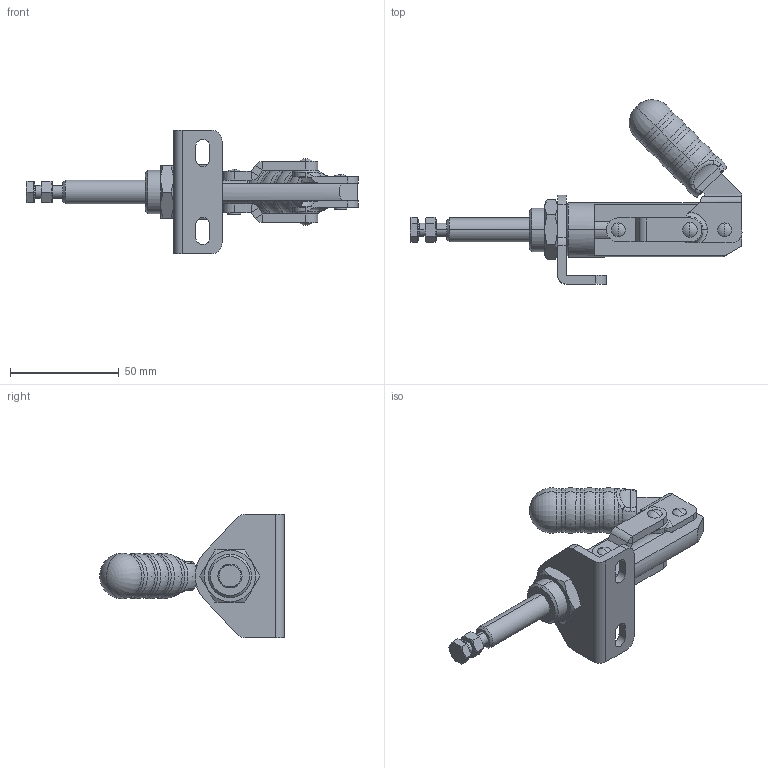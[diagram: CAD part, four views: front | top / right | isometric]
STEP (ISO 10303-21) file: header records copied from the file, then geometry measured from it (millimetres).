
FILE_DESCRIPTION (( 'STEP AP214' ), '1' );
FILE_NAME ('GH-30250M(Â²¤Æ).STEP', '2020-11-25T08:28:41', ( 'LinWei' ), ( '' ), 'SwSTEP 2.0', 'SolidWorks 2016', '' );
FILE_SCHEMA (( 'AUTOMOTIVE_DESIGN' ));
Length unit declared in the file: millimetre
Products named in the file (7): 13025014-1^GH-30250M(簡化); 4303233-1^GH-30250M(簡化); Group6^GH-30250M(簡化); Group3^GH-30250M(簡化); Group2^GH-30250M(簡化); Group1^GH-30250M(簡化); GH-30250M(簡化)
Assembly tree (6 placements, depth 2):
  GH-30250M(簡化)
    Group1^GH-30250M(簡化)
    Group2^GH-30250M(簡化)
    Group3^GH-30250M(簡化)
    Group6^GH-30250M(簡化)
    4303233-1^GH-30250M(簡化)
    13025014-1^GH-30250M(簡化)
Bounding box: 153 x 84.96 x 57 mm (x, y, z)
Volume: 59183.2 mm3; surface area: 30483.7 mm2
Topology: 6 solids, 7 shells, 345 faces, 820 edges, 486 vertices
Faces by surface type: plane 141, cylinder 90, torus 42, cone 40, sphere 16, bspline 16
Entity records: 11933 total; most frequent: CARTESIAN_POINT 2960, DIRECTION 1691, ORIENTED_EDGE 1578, EDGE_CURVE 789, AXIS2_PLACEMENT_3D 680, VERTEX_POINT 473, EDGE_LOOP 382, FACE_OUTER_BOUND 345
